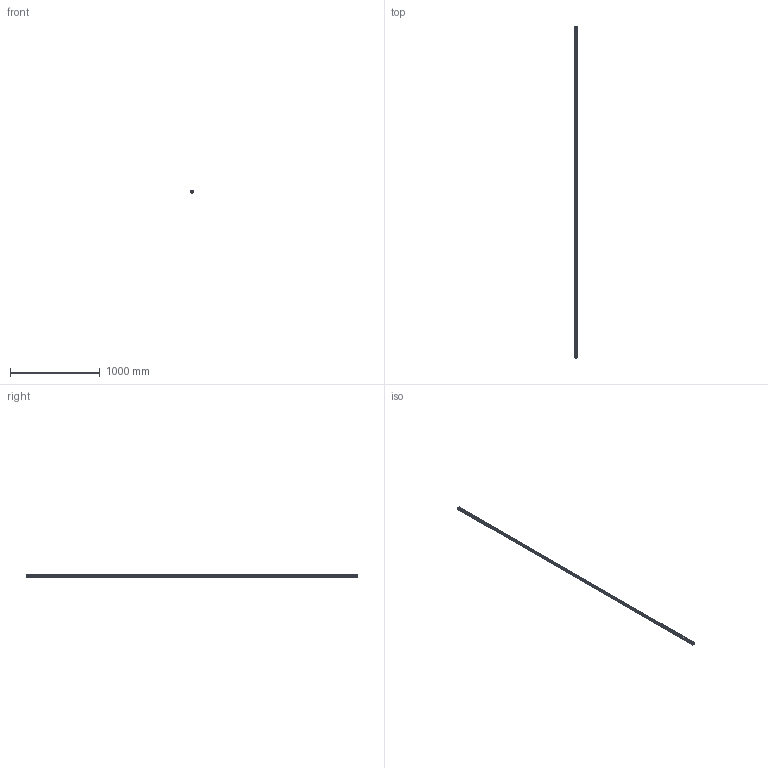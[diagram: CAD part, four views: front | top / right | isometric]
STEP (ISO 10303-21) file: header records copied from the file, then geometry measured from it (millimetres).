
FILE_DESCRIPTION(('STEP AP214'),'1');
FILE_NAME('cctmp_ACC4C83E-A25E-4300-B2C2-323974178F3B_2021_03_11_10_46_03_0693..stp','2021-03-11T09:46:04',('HIWIN GmbH'),('CADClick - www.CADClick.com'),'Spatial InterOp 3D',' ','unknown authorization');
FILE_SCHEMA(('AUTOMOTIVE_DESIGN'));
Length unit declared in the file: millimetre
Products named in the file (1): RGR25R3700H_FILE
Bounding box: 23 x 3700 x 23.6 mm (x, y, z)
Volume: 1484211 mm3; surface area: 458692.4 mm2
Topology: 1 solids, 1 shells, 1224 faces, 2547 edges, 1698 vertices
Faces by surface type: cylinder 756, plane 468
Entity records: 43099 total; most frequent: DIRECTION 6509, CARTESIAN_POINT 5470, ORIENTED_EDGE 5094, AXIS2_PLACEMENT_3D 2737, EDGE_CURVE 2547, VERTEX_POINT 1698, EDGE_LOOP 1597, CIRCLE 1512
